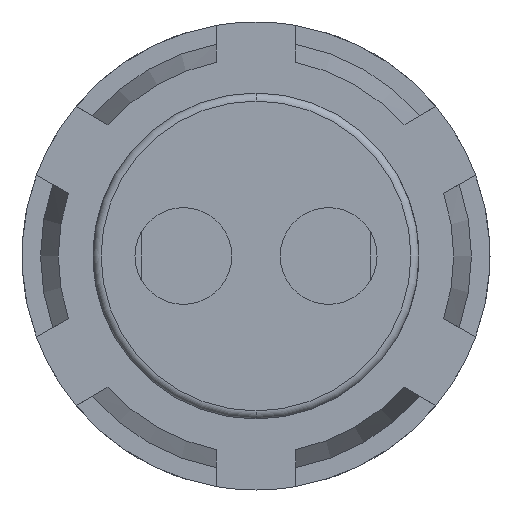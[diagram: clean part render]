
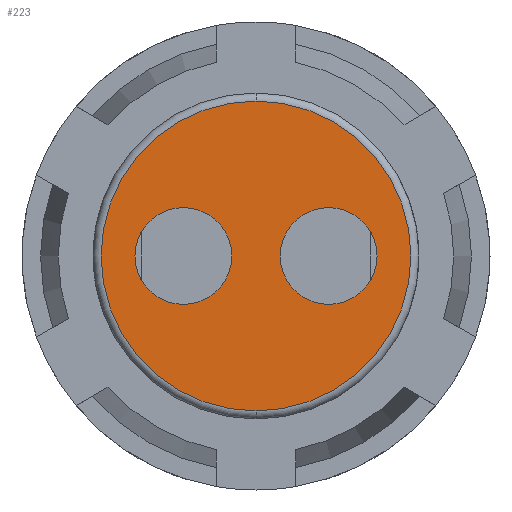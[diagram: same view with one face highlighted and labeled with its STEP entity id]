
A CAD part, front view. The second image highlights one B-rep face of the part: STEP entity #223.
In plain terms, the highlighted planar face has unit normal (0, -1, 0).
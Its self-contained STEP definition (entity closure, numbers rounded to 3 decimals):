
#3 = ORIENTED_EDGE ( 'NONE', *, *, #1614, .T. ) ;
#67 = FACE_BOUND ( 'NONE', #1372, .T. ) ;
#137 = AXIS2_PLACEMENT_3D ( 'NONE', #1020, #1757, #396 ) ;
#152 = CARTESIAN_POINT ( 'NONE',  ( 4.5, 0., -3. ) ) ;
#216 = DIRECTION ( 'NONE',  ( 0., 0., -1. ) ) ;
#223 = ADVANCED_FACE ( 'NONE', ( #1755, #67, #1583 ), #315, .F. ) ;
#315 = PLANE ( 'NONE',  #1407 ) ;
#344 = CARTESIAN_POINT ( 'NONE',  ( 4.5, 0., 0. ) ) ;
#352 = CARTESIAN_POINT ( 'NONE',  ( 0., 0., 0. ) ) ;
#396 = DIRECTION ( 'NONE',  ( 0., 0., -1. ) ) ;
#423 = CIRCLE ( 'NONE', #137, 3. ) ;
#425 = EDGE_LOOP ( 'NONE', ( #3, #1081 ) ) ;
#480 = DIRECTION ( 'NONE',  ( 0., -1., 0. ) ) ;
#545 = CARTESIAN_POINT ( 'NONE',  ( -4.5, 0., 3. ) ) ;
#561 = AXIS2_PLACEMENT_3D ( 'NONE', #591, #1612, #1275 ) ;
#582 = EDGE_CURVE ( 'NONE', #1764, #1475, #1560, .T. ) ;
#591 = CARTESIAN_POINT ( 'NONE',  ( 4.5, 0., 0. ) ) ;
#597 = EDGE_CURVE ( 'NONE', #1542, #1425, #423, .T. ) ;
#604 = AXIS2_PLACEMENT_3D ( 'NONE', #1808, #480, #216 ) ;
#640 = ORIENTED_EDGE ( 'NONE', *, *, #1872, .F. ) ;
#653 = CIRCLE ( 'NONE', #1740, 3. ) ;
#716 = ORIENTED_EDGE ( 'NONE', *, *, #597, .F. ) ;
#729 = AXIS2_PLACEMENT_3D ( 'NONE', #352, #1534, #1831 ) ;
#747 = DIRECTION ( 'NONE',  ( 0., 1., 0. ) ) ;
#750 = EDGE_CURVE ( 'NONE', #1425, #1542, #876, .T. ) ;
#826 = EDGE_CURVE ( 'NONE', #1192, #1240, #1213, .T. ) ;
#831 = CARTESIAN_POINT ( 'NONE',  ( -4.5, 0., -3. ) ) ;
#876 = CIRCLE ( 'NONE', #604, 3. ) ;
#913 = DIRECTION ( 'NONE',  ( 0., -1., 0. ) ) ;
#936 = CARTESIAN_POINT ( 'NONE',  ( 0., 0., 9.6 ) ) ;
#1020 = CARTESIAN_POINT ( 'NONE',  ( -4.5, 0., 0. ) ) ;
#1052 = CARTESIAN_POINT ( 'NONE',  ( 0., 0., -9.6 ) ) ;
#1081 = ORIENTED_EDGE ( 'NONE', *, *, #826, .T. ) ;
#1124 = EDGE_LOOP ( 'NONE', ( #1783, #640 ) ) ;
#1154 = CIRCLE ( 'NONE', #1297, 9.6 ) ;
#1192 = VERTEX_POINT ( 'NONE', #1052 ) ;
#1213 = CIRCLE ( 'NONE', #729, 9.6 ) ;
#1240 = VERTEX_POINT ( 'NONE', #936 ) ;
#1256 = CARTESIAN_POINT ( 'NONE',  ( 4.5, 0., 3. ) ) ;
#1275 = DIRECTION ( 'NONE',  ( 0., 0., -1. ) ) ;
#1297 = AXIS2_PLACEMENT_3D ( 'NONE', #1902, #1438, #1880 ) ;
#1345 = CARTESIAN_POINT ( 'NONE',  ( 0., 0., 0. ) ) ;
#1369 = DIRECTION ( 'NONE',  ( 0., 0., -1. ) ) ;
#1372 = EDGE_LOOP ( 'NONE', ( #1890, #716 ) ) ;
#1407 = AXIS2_PLACEMENT_3D ( 'NONE', #1345, #747, #1792 ) ;
#1425 = VERTEX_POINT ( 'NONE', #831 ) ;
#1438 = DIRECTION ( 'NONE',  ( 0., -1., 0. ) ) ;
#1475 = VERTEX_POINT ( 'NONE', #1256 ) ;
#1534 = DIRECTION ( 'NONE',  ( 0., -1., 0. ) ) ;
#1542 = VERTEX_POINT ( 'NONE', #545 ) ;
#1560 = CIRCLE ( 'NONE', #561, 3. ) ;
#1583 = FACE_BOUND ( 'NONE', #1124, .T. ) ;
#1612 = DIRECTION ( 'NONE',  ( 0., -1., 0. ) ) ;
#1614 = EDGE_CURVE ( 'NONE', #1240, #1192, #1154, .T. ) ;
#1740 = AXIS2_PLACEMENT_3D ( 'NONE', #344, #913, #1369 ) ;
#1755 = FACE_OUTER_BOUND ( 'NONE', #425, .T. ) ;
#1757 = DIRECTION ( 'NONE',  ( 0., -1., 0. ) ) ;
#1764 = VERTEX_POINT ( 'NONE', #152 ) ;
#1783 = ORIENTED_EDGE ( 'NONE', *, *, #582, .F. ) ;
#1792 = DIRECTION ( 'NONE',  ( 0., 0., 1. ) ) ;
#1808 = CARTESIAN_POINT ( 'NONE',  ( -4.5, 0., 0. ) ) ;
#1831 = DIRECTION ( 'NONE',  ( 0., 0., 1. ) ) ;
#1872 = EDGE_CURVE ( 'NONE', #1475, #1764, #653, .T. ) ;
#1880 = DIRECTION ( 'NONE',  ( 0., 0., 1. ) ) ;
#1890 = ORIENTED_EDGE ( 'NONE', *, *, #750, .F. ) ;
#1902 = CARTESIAN_POINT ( 'NONE',  ( 0., 0., 0. ) ) ;
